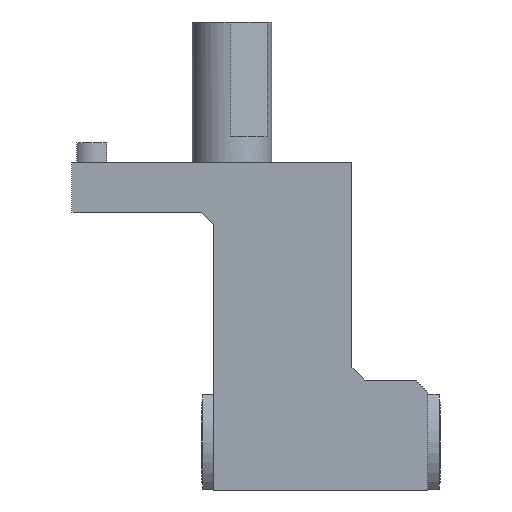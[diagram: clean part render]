
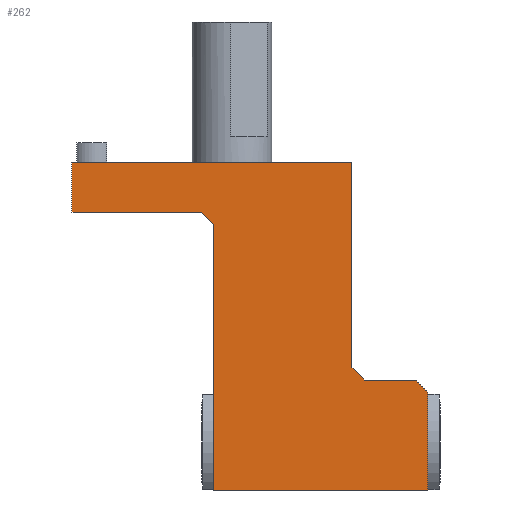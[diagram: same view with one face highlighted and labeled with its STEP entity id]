
A CAD part, front view. The second image highlights one B-rep face of the part: STEP entity #262.
In plain terms, the highlighted planar face has unit normal (0, -1, 0).
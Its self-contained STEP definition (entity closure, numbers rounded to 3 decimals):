
#45=FACE_OUTER_BOUND('',#407,.T.);
#81=PLANE('',#938);
#113=LINE('',#1741,#180);
#128=LINE('',#1771,#195);
#129=LINE('',#1773,#196);
#130=LINE('',#1776,#197);
#131=LINE('',#1778,#198);
#132=LINE('',#1780,#199);
#133=LINE('',#1782,#200);
#134=LINE('',#1783,#201);
#135=LINE('',#1785,#202);
#136=LINE('',#1787,#203);
#137=LINE('',#1789,#204);
#138=LINE('',#1791,#205);
#139=LINE('',#1793,#206);
#180=VECTOR('',#1066,1.);
#195=VECTOR('',#1085,1.);
#196=VECTOR('',#1088,1.);
#197=VECTOR('',#1089,1.);
#198=VECTOR('',#1090,1.);
#199=VECTOR('',#1091,1.);
#200=VECTOR('',#1092,1.);
#201=VECTOR('',#1093,1.);
#202=VECTOR('',#1094,1.);
#203=VECTOR('',#1095,1.);
#204=VECTOR('',#1096,1.);
#205=VECTOR('',#1097,1.);
#206=VECTOR('',#1098,1.);
#262=ADVANCED_FACE('',(#45),#81,.F.);
#407=EDGE_LOOP('',(#537,#538,#539,#540,#541,#542,#543,#544,#545,#546,#547,
#548,#549));
#537=ORIENTED_EDGE('',*,*,#793,.F.);
#538=ORIENTED_EDGE('',*,*,#794,.F.);
#539=ORIENTED_EDGE('',*,*,#795,.F.);
#540=ORIENTED_EDGE('',*,*,#796,.F.);
#541=ORIENTED_EDGE('',*,*,#797,.F.);
#542=ORIENTED_EDGE('',*,*,#777,.F.);
#543=ORIENTED_EDGE('',*,*,#792,.F.);
#544=ORIENTED_EDGE('',*,*,#798,.F.);
#545=ORIENTED_EDGE('',*,*,#799,.F.);
#546=ORIENTED_EDGE('',*,*,#800,.F.);
#547=ORIENTED_EDGE('',*,*,#801,.F.);
#548=ORIENTED_EDGE('',*,*,#802,.F.);
#549=ORIENTED_EDGE('',*,*,#803,.F.);
#692=VERTEX_POINT('',#1740);
#693=VERTEX_POINT('',#1742);
#705=VERTEX_POINT('',#1770);
#706=VERTEX_POINT('',#1774);
#707=VERTEX_POINT('',#1775);
#708=VERTEX_POINT('',#1777);
#709=VERTEX_POINT('',#1779);
#710=VERTEX_POINT('',#1781);
#711=VERTEX_POINT('',#1784);
#712=VERTEX_POINT('',#1786);
#713=VERTEX_POINT('',#1788);
#714=VERTEX_POINT('',#1790);
#715=VERTEX_POINT('',#1792);
#777=EDGE_CURVE('',#692,#693,#113,.T.);
#792=EDGE_CURVE('',#705,#692,#128,.T.);
#793=EDGE_CURVE('',#706,#707,#129,.T.);
#794=EDGE_CURVE('',#708,#706,#130,.T.);
#795=EDGE_CURVE('',#709,#708,#131,.T.);
#796=EDGE_CURVE('',#710,#709,#132,.T.);
#797=EDGE_CURVE('',#693,#710,#133,.T.);
#798=EDGE_CURVE('',#711,#705,#134,.T.);
#799=EDGE_CURVE('',#712,#711,#135,.T.);
#800=EDGE_CURVE('',#713,#712,#136,.T.);
#801=EDGE_CURVE('',#714,#713,#137,.T.);
#802=EDGE_CURVE('',#715,#714,#138,.T.);
#803=EDGE_CURVE('',#707,#715,#139,.T.);
#938=AXIS2_PLACEMENT_3D('',#1794,#1099,#1100);
#1066=DIRECTION('',(0.,0.,1.));
#1085=DIRECTION('',(-1.,0.,0.));
#1088=DIRECTION('',(0.,0.,1.));
#1089=DIRECTION('',(1.,0.,0.));
#1090=DIRECTION('',(0.,0.,1.));
#1091=DIRECTION('',(-1.,0.,0.));
#1092=DIRECTION('',(-0.707,0.,0.707));
#1093=DIRECTION('',(0.,0.,-1.));
#1094=DIRECTION('',(0.707,0.,-0.707));
#1095=DIRECTION('',(1.,0.,0.));
#1096=DIRECTION('',(0.707,0.,-0.707));
#1097=DIRECTION('',(0.,0.,-1.));
#1098=DIRECTION('',(1.,0.,0.));
#1099=DIRECTION('',(0.,1.,0.));
#1100=DIRECTION('',(0.,0.,-1.));
#1740=CARTESIAN_POINT('',(-9.,-42.,-164.));
#1741=CARTESIAN_POINT('',(-9.,-42.,-164.));
#1742=CARTESIAN_POINT('',(-9.,-42.,-31.3));
#1770=CARTESIAN_POINT('',(98.,-42.,-164.));
#1771=CARTESIAN_POINT('',(98.,-42.,-164.));
#1773=CARTESIAN_POINT('',(-58.,-42.,0.));
#1774=CARTESIAN_POINT('',(-58.,-42.,-0.5));
#1775=CARTESIAN_POINT('',(-58.,-42.,0.));
#1776=CARTESIAN_POINT('',(-58.,-42.,-0.5));
#1777=CARTESIAN_POINT('',(-80.,-42.,-0.5));
#1778=CARTESIAN_POINT('',(-80.,-42.,-25.));
#1779=CARTESIAN_POINT('',(-80.,-42.,-25.));
#1780=CARTESIAN_POINT('',(-15.3,-42.,-25.));
#1781=CARTESIAN_POINT('',(-15.3,-42.,-25.));
#1782=CARTESIAN_POINT('',(-9.,-42.,-31.3));
#1783=CARTESIAN_POINT('',(98.,-42.,-115.));
#1784=CARTESIAN_POINT('',(98.,-42.,-115.));
#1785=CARTESIAN_POINT('',(92.,-42.,-109.));
#1786=CARTESIAN_POINT('',(92.,-42.,-109.));
#1787=CARTESIAN_POINT('',(66.3,-42.,-109.));
#1788=CARTESIAN_POINT('',(66.3,-42.,-109.));
#1789=CARTESIAN_POINT('',(60.,-42.,-102.7));
#1790=CARTESIAN_POINT('',(60.,-42.,-102.7));
#1791=CARTESIAN_POINT('',(60.,-42.,0.));
#1792=CARTESIAN_POINT('',(60.,-42.,0.));
#1793=CARTESIAN_POINT('',(-58.,-42.,0.));
#1794=CARTESIAN_POINT('',(0.,-42.,0.));
